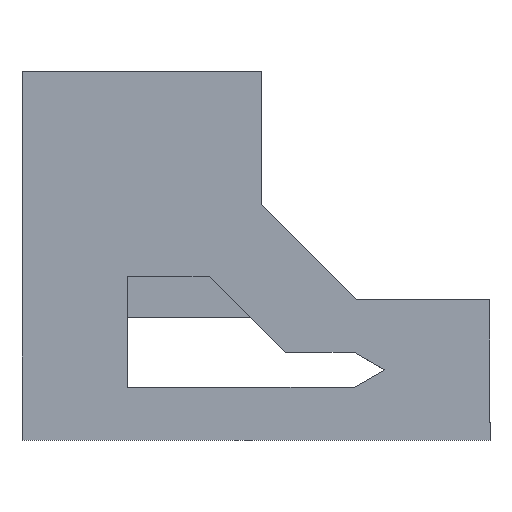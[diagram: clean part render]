
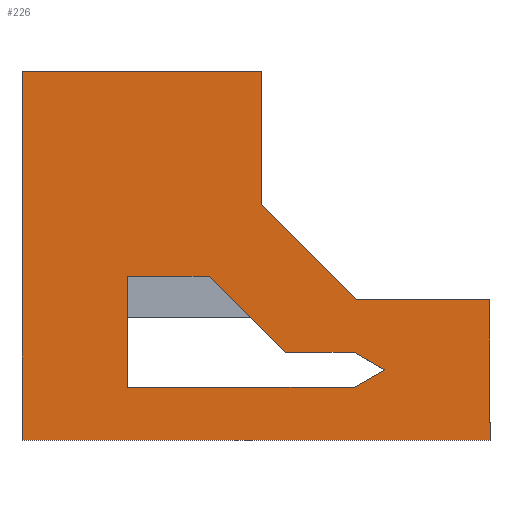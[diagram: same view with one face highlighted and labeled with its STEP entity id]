
A CAD part, top view. The second image highlights one B-rep face of the part: STEP entity #226.
In plain terms, the highlighted planar face has unit normal (0, 0, 1).
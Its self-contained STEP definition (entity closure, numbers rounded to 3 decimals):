
#48 = VERTEX_POINT('',#49);
#49 = CARTESIAN_POINT('',(80.006,0.,3.));
#55 = EDGE_CURVE('',#56,#48,#58,.T.);
#56 = VERTEX_POINT('',#57);
#57 = CARTESIAN_POINT('',(80.,0.,3.));
#58 = LINE('',#59,#60);
#59 = CARTESIAN_POINT('',(0.,0.,3.));
#60 = VECTOR('',#61,1.);
#61 = DIRECTION('',(1.,0.,0.));
#209 = VERTEX_POINT('',#210);
#210 = CARTESIAN_POINT('',(80.,21.,3.));
#216 = EDGE_CURVE('',#209,#56,#217,.T.);
#217 = LINE('',#218,#219);
#218 = CARTESIAN_POINT('',(80.,21.,3.));
#219 = VECTOR('',#220,1.);
#220 = DIRECTION('',(0.,-1.,0.));
#226 = ADVANCED_FACE('',(#227,#285),#343,.T.);
#227 = FACE_BOUND('',#228,.T.);
#228 = EDGE_LOOP('',(#229,#230,#238,#246,#254,#262,#270,#278,#284));
#229 = ORIENTED_EDGE('',*,*,#216,.F.);
#230 = ORIENTED_EDGE('',*,*,#231,.F.);
#231 = EDGE_CURVE('',#232,#209,#234,.T.);
#232 = VERTEX_POINT('',#233);
#233 = CARTESIAN_POINT('',(57.243,21.,3.));
#234 = LINE('',#235,#236);
#235 = CARTESIAN_POINT('',(57.243,21.,3.));
#236 = VECTOR('',#237,1.);
#237 = DIRECTION('',(1.,0.,0.));
#238 = ORIENTED_EDGE('',*,*,#239,.F.);
#239 = EDGE_CURVE('',#240,#232,#242,.T.);
#240 = VERTEX_POINT('',#241);
#241 = CARTESIAN_POINT('',(41.,37.243,3.));
#242 = LINE('',#243,#244);
#243 = CARTESIAN_POINT('',(41.,37.243,3.));
#244 = VECTOR('',#245,1.);
#245 = DIRECTION('',(0.707,-0.707,0.));
#246 = ORIENTED_EDGE('',*,*,#247,.F.);
#247 = EDGE_CURVE('',#248,#240,#250,.T.);
#248 = VERTEX_POINT('',#249);
#249 = CARTESIAN_POINT('',(41.,60.,3.));
#250 = LINE('',#251,#252);
#251 = CARTESIAN_POINT('',(41.,60.,3.));
#252 = VECTOR('',#253,1.);
#253 = DIRECTION('',(0.,-1.,0.));
#254 = ORIENTED_EDGE('',*,*,#255,.F.);
#255 = EDGE_CURVE('',#256,#248,#258,.T.);
#256 = VERTEX_POINT('',#257);
#257 = CARTESIAN_POINT('',(0.,60.,3.));
#258 = LINE('',#259,#260);
#259 = CARTESIAN_POINT('',(38.,60.,3.));
#260 = VECTOR('',#261,1.);
#261 = DIRECTION('',(1.,0.,0.));
#262 = ORIENTED_EDGE('',*,*,#263,.F.);
#263 = EDGE_CURVE('',#264,#256,#266,.T.);
#264 = VERTEX_POINT('',#265);
#265 = CARTESIAN_POINT('',(0.,-3.,3.));
#266 = LINE('',#267,#268);
#267 = CARTESIAN_POINT('',(0.,0.,3.));
#268 = VECTOR('',#269,1.);
#269 = DIRECTION('',(0.,1.,0.));
#270 = ORIENTED_EDGE('',*,*,#271,.F.);
#271 = EDGE_CURVE('',#272,#264,#274,.T.);
#272 = VERTEX_POINT('',#273);
#273 = CARTESIAN_POINT('',(80.006,-3.,3.));
#274 = LINE('',#275,#276);
#275 = CARTESIAN_POINT('',(80.006,-3.,3.));
#276 = VECTOR('',#277,1.);
#277 = DIRECTION('',(-1.,0.,0.));
#278 = ORIENTED_EDGE('',*,*,#279,.F.);
#279 = EDGE_CURVE('',#48,#272,#280,.T.);
#280 = LINE('',#281,#282);
#281 = CARTESIAN_POINT('',(80.006,0.,3.));
#282 = VECTOR('',#283,1.);
#283 = DIRECTION('',(0.,-1.,0.));
#284 = ORIENTED_EDGE('',*,*,#55,.F.);
#285 = FACE_BOUND('',#286,.T.);
#286 = EDGE_LOOP('',(#287,#297,#305,#313,#321,#329,#337));
#287 = ORIENTED_EDGE('',*,*,#288,.F.);
#288 = EDGE_CURVE('',#289,#291,#293,.T.);
#289 = VERTEX_POINT('',#290);
#290 = CARTESIAN_POINT('',(18.,6.,3.));
#291 = VERTEX_POINT('',#292);
#292 = CARTESIAN_POINT('',(56.804,6.,3.));
#293 = LINE('',#294,#295);
#294 = CARTESIAN_POINT('',(18.,6.,3.));
#295 = VECTOR('',#296,1.);
#296 = DIRECTION('',(1.,0.,0.));
#297 = ORIENTED_EDGE('',*,*,#298,.T.);
#298 = EDGE_CURVE('',#289,#299,#301,.T.);
#299 = VERTEX_POINT('',#300);
#300 = CARTESIAN_POINT('',(18.,25.029,3.));
#301 = LINE('',#302,#303);
#302 = CARTESIAN_POINT('',(18.,6.,3.));
#303 = VECTOR('',#304,1.);
#304 = DIRECTION('',(0.,1.,0.));
#305 = ORIENTED_EDGE('',*,*,#306,.T.);
#306 = EDGE_CURVE('',#299,#307,#309,.T.);
#307 = VERTEX_POINT('',#308);
#308 = CARTESIAN_POINT('',(32.,25.029,3.));
#309 = LINE('',#310,#311);
#310 = CARTESIAN_POINT('',(18.,25.029,3.));
#311 = VECTOR('',#312,1.);
#312 = DIRECTION('',(1.,0.,0.));
#313 = ORIENTED_EDGE('',*,*,#314,.F.);
#314 = EDGE_CURVE('',#315,#307,#317,.T.);
#315 = VERTEX_POINT('',#316);
#316 = CARTESIAN_POINT('',(45.029,12.,3.));
#317 = LINE('',#318,#319);
#318 = CARTESIAN_POINT('',(45.029,12.,3.));
#319 = VECTOR('',#320,1.);
#320 = DIRECTION('',(-0.707,0.707,0.));
#321 = ORIENTED_EDGE('',*,*,#322,.F.);
#322 = EDGE_CURVE('',#323,#315,#325,.T.);
#323 = VERTEX_POINT('',#324);
#324 = CARTESIAN_POINT('',(56.804,12.,3.));
#325 = LINE('',#326,#327);
#326 = CARTESIAN_POINT('',(56.804,12.,3.));
#327 = VECTOR('',#328,1.);
#328 = DIRECTION('',(-1.,0.,0.));
#329 = ORIENTED_EDGE('',*,*,#330,.F.);
#330 = EDGE_CURVE('',#331,#323,#333,.T.);
#331 = VERTEX_POINT('',#332);
#332 = CARTESIAN_POINT('',(62.,9.,3.));
#333 = LINE('',#334,#335);
#334 = CARTESIAN_POINT('',(62.,9.,3.));
#335 = VECTOR('',#336,1.);
#336 = DIRECTION('',(-0.866,0.5,0.));
#337 = ORIENTED_EDGE('',*,*,#338,.F.);
#338 = EDGE_CURVE('',#291,#331,#339,.T.);
#339 = LINE('',#340,#341);
#340 = CARTESIAN_POINT('',(56.804,6.,3.));
#341 = VECTOR('',#342,1.);
#342 = DIRECTION('',(0.866,0.5,0.));
#343 = PLANE('',#344);
#344 = AXIS2_PLACEMENT_3D('',#345,#346,#347);
#345 = CARTESIAN_POINT('',(34.664,23.453,3.));
#346 = DIRECTION('',(0.,0.,1.));
#347 = DIRECTION('',(1.,0.,0.));
